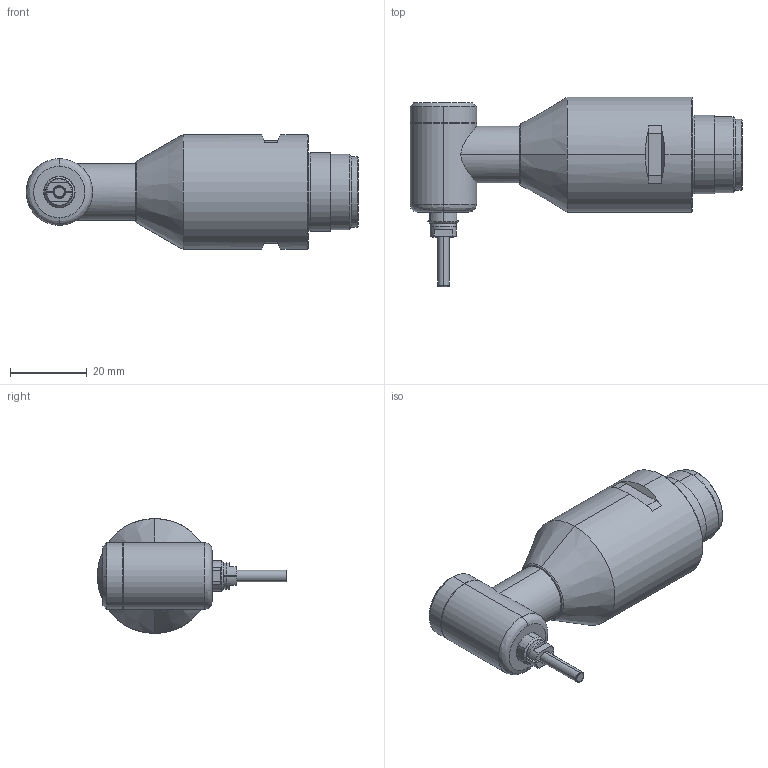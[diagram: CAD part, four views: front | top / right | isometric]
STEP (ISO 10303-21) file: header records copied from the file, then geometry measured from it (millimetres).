
FILE_DESCRIPTION (( 'STEP AP203' ), '1' );
FILE_NAME ('RA-271E.STEP', '2017-05-11T00:07:57', ( '' ), ( '' ), 'SwSTEP 2.0', 'SolidWorks 2013', '' );
FILE_SCHEMA (( 'CONFIG_CONTROL_DESIGN' ));
Length unit declared in the file: millimetre
Products named in the file (1): RA-271E
Bounding box: 86.7 x 49.5 x 30 mm (x, y, z)
Volume: 29557.2 mm3; surface area: 16296.4 mm2
Topology: 6 solids, 6 shells, 213 faces, 475 edges, 297 vertices
Faces by surface type: plane 76, cylinder 75, cone 54, bspline 8
Entity records: 6288 total; most frequent: CARTESIAN_POINT 1382, DIRECTION 1085, ORIENTED_EDGE 946, EDGE_CURVE 473, AXIS2_PLACEMENT_3D 442, VERTEX_POINT 297, EDGE_LOOP 248, CIRCLE 236
